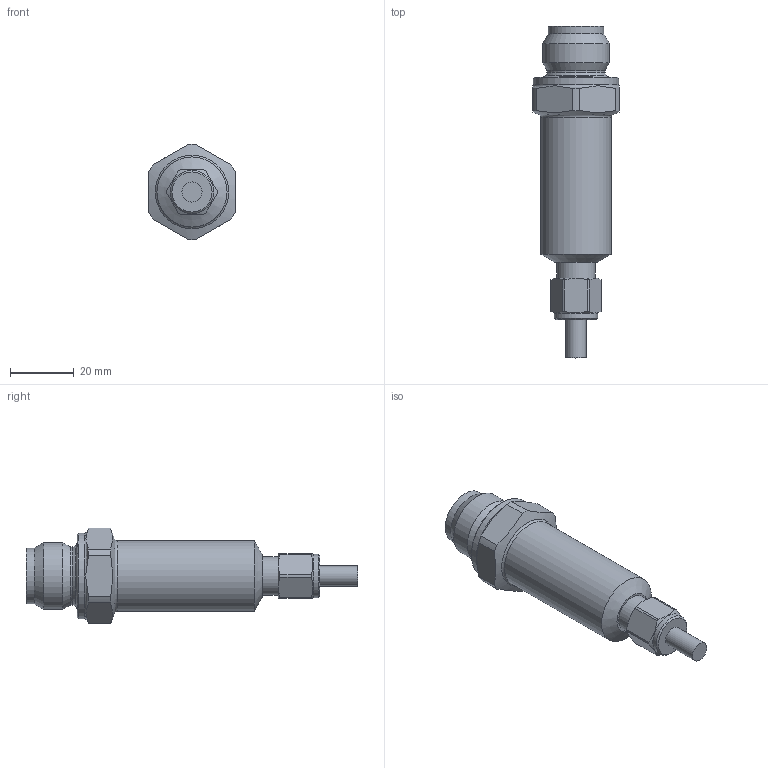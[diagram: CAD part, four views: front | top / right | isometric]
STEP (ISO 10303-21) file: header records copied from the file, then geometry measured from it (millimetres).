
FILE_DESCRIPTION( ( 'Druckaufnehmer G1" cone als STP an ' ), '1' );
FILE_NAME( 'PBMx_xxxxxxxx5341xxx.stp', '8.4.2011', ( 'Daniel Bosshard' ), ( 'Baumer electric AG, Process Instrumentation, CH8501 Frauenfeld' ), 'PSStep 14.0', 'Solid Edge ST3', ' ' );
FILE_SCHEMA( ( 'AUTOMOTIVE_DESIGN { 1 0 10303 214 1 1 1 1 }' ) );
Length unit declared in the file: millimetre
Products named in the file (1): 11079850
Bounding box: 27 x 104.1 x 30 mm (x, y, z)
Volume: 32132.9 mm3; surface area: 7505.4 mm2
Topology: 1 solids, 1 shells, 69 faces, 166 edges, 105 vertices
Faces by surface type: cylinder 21, cone 20, plane 20, torus 8
Full cylindrical faces by diameter (mm): 6.3 x1, 12 x1, 13.6 x1, 17.5 x1, 20.955 x1, 21.3 x1, 22 x1, 25.2 x1, 26.9 x1
Entity records: 2566 total; most frequent: CARTESIAN_POINT 576, DIRECTION 296, ORIENTED_EDGE 264, AXIS2_PLACEMENT_3D 136, EDGE_CURVE 132, EDGE_LOOP 100, VERTEX_POINT 96, FACE_OUTER_BOUND 86
